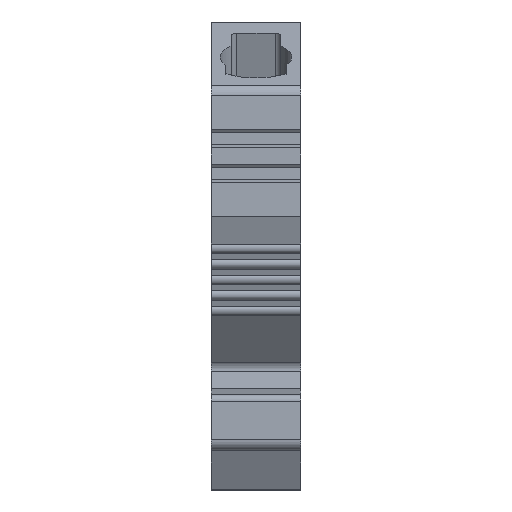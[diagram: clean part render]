
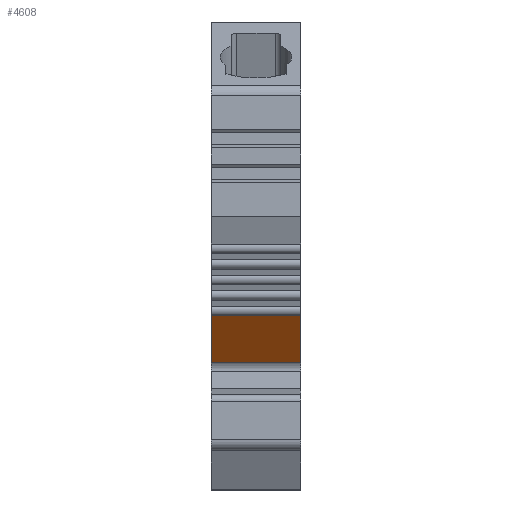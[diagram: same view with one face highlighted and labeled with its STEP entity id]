
A CAD part, left-side view. The second image highlights one B-rep face of the part: STEP entity #4608.
In plain terms, the highlighted planar face has unit normal (-0.77, 0, -0.638).
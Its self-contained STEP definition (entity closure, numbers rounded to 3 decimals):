
#533=ORIENTED_EDGE('',*,*,#1818,.T.);
#534=ORIENTED_EDGE('',*,*,#1815,.T.);
#535=ORIENTED_EDGE('',*,*,#1819,.F.);
#536=ORIENTED_EDGE('',*,*,#1820,.T.);
#1815=EDGE_CURVE('',#2436,#2434,#2896,.F.);
#1818=EDGE_CURVE('',#2438,#2436,#2898,.T.);
#1819=EDGE_CURVE('',#2439,#2434,#2899,.T.);
#1820=EDGE_CURVE('',#2439,#2438,#2900,.T.);
#2434=VERTEX_POINT('',#6975);
#2436=VERTEX_POINT('',#6978);
#2438=VERTEX_POINT('',#6984);
#2439=VERTEX_POINT('',#6986);
#2896=LINE('',#6977,#3448);
#2898=LINE('',#6983,#3450);
#2899=LINE('',#6985,#3451);
#2900=LINE('',#6987,#3452);
#3448=VECTOR('',#5622,1000.);
#3450=VECTOR('',#5628,1000.);
#3451=VECTOR('',#5629,1000.);
#3452=VECTOR('',#5630,1000.);
#3899=EDGE_LOOP('',(#533,#534,#535,#536));
#4163=FACE_BOUND('',#3899,.T.);
#4401=PLANE('',#4923);
#4608=ADVANCED_FACE('',(#4163),#4401,.F.);
#4923=AXIS2_PLACEMENT_3D('',#6982,#5626,#5627);
#5622=DIRECTION('',(0.,1.,0.));
#5626=DIRECTION('',(0.77,0.,0.638));
#5627=DIRECTION('',(0.638,0.,-0.77));
#5628=DIRECTION('',(0.638,0.,-0.77));
#5629=DIRECTION('',(0.638,0.,-0.77));
#5630=DIRECTION('',(0.,1.,0.));
#6975=CARTESIAN_POINT('',(-24.707,-8.1,12.9));
#6977=CARTESIAN_POINT('',(-24.707,-8.1,12.9));
#6978=CARTESIAN_POINT('',(-24.707,0.,12.9));
#6982=CARTESIAN_POINT('',(-28.251,-8.1,17.176));
#6983=CARTESIAN_POINT('',(-28.251,0.,17.176));
#6984=CARTESIAN_POINT('',(-28.251,0.,17.176));
#6985=CARTESIAN_POINT('',(-28.251,-8.1,17.176));
#6986=CARTESIAN_POINT('',(-28.251,-8.1,17.176));
#6987=CARTESIAN_POINT('',(-28.251,-8.1,17.176));
